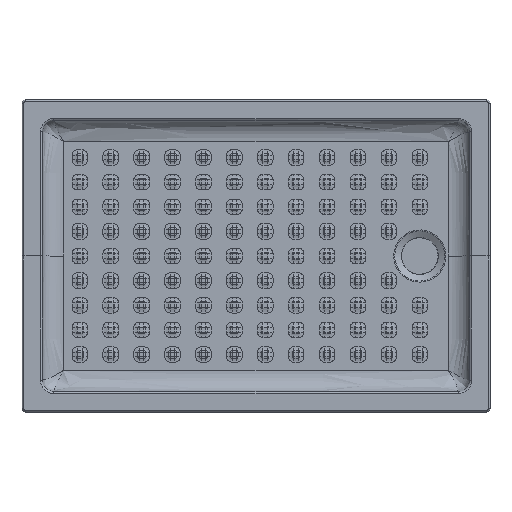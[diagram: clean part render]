
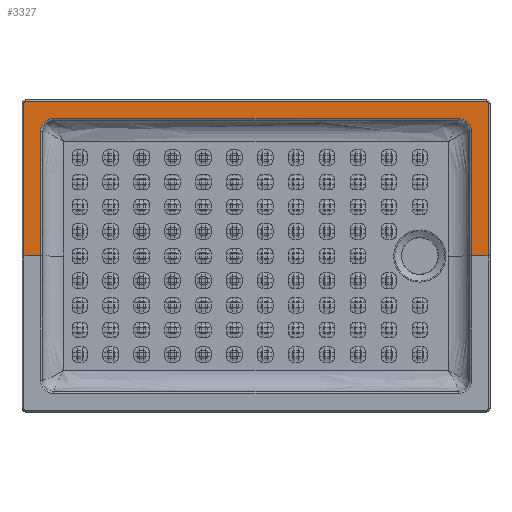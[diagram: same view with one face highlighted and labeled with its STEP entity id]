
A CAD part, top view. The second image highlights one B-rep face of the part: STEP entity #3327.
In plain terms, the highlighted planar face has unit normal (0, 0, 1).
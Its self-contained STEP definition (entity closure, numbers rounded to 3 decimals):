
#2288=B_SPLINE_CURVE_WITH_KNOTS('',3,(#36835,#36836,#36837,#36838,#36839,
#36840,#36841,#36842,#36843,#36844,#36845,#36846),.UNSPECIFIED.,.F.,.F.,
(4,2,2,2,2,4),(0.,0.125,0.25,0.5,
0.75,1.),.UNSPECIFIED.);
#2289=B_SPLINE_CURVE_WITH_KNOTS('',3,(#36848,#36849,#36850,#36851,#36852,
#36853,#36854,#36855),.UNSPECIFIED.,.F.,.F.,(4,2,2,4),(0.,0.083,
0.413,1.),.UNSPECIFIED.);
#2290=B_SPLINE_CURVE_WITH_KNOTS('',3,(#36857,#36858,#36859,#36860,#36861,
#36862,#36863,#36864,#36865,#36866,#36867,#36868),.UNSPECIFIED.,.F.,.F.,
(4,2,2,2,2,4),(0.,0.25,0.375,0.5,
0.75,1.),.UNSPECIFIED.);
#2291=B_SPLINE_CURVE_WITH_KNOTS('',3,(#36870,#36871,#36872,#36873,#36874,
#36875),.UNSPECIFIED.,.F.,.F.,(4,2,4),(0.,0.269,1.),
 .UNSPECIFIED.);
#3327=ADVANCED_FACE('',(#5256),#5122,.F.);
#5122=PLANE('',#25798);
#5256=FACE_OUTER_BOUND('',#7072,.T.);
#7072=EDGE_LOOP('',(#10770,#10771,#10772,#10773,#10774,#10775,#10776,#10777,
#10778,#10779,#10780,#10781));
#8975=CIRCLE('',#25781,3.);
#8978=CIRCLE('',#25785,3.);
#10770=ORIENTED_EDGE('',*,*,#20556,.T.);
#10771=ORIENTED_EDGE('',*,*,#20530,.F.);
#10772=ORIENTED_EDGE('',*,*,#20528,.F.);
#10773=ORIENTED_EDGE('',*,*,#20526,.F.);
#10774=ORIENTED_EDGE('',*,*,#20524,.F.);
#10775=ORIENTED_EDGE('',*,*,#20522,.F.);
#10776=ORIENTED_EDGE('',*,*,#20557,.T.);
#10777=ORIENTED_EDGE('',*,*,#20558,.F.);
#10778=ORIENTED_EDGE('',*,*,#20559,.F.);
#10779=ORIENTED_EDGE('',*,*,#20560,.F.);
#10780=ORIENTED_EDGE('',*,*,#20561,.F.);
#10781=ORIENTED_EDGE('',*,*,#20562,.F.);
#18371=VERTEX_POINT('',#36039);
#18372=VERTEX_POINT('',#36041);
#18373=VERTEX_POINT('',#36045);
#18374=VERTEX_POINT('',#36064);
#18375=VERTEX_POINT('',#36068);
#18376=VERTEX_POINT('',#36087);
#18392=VERTEX_POINT('',#36830);
#18393=VERTEX_POINT('',#36832);
#18394=VERTEX_POINT('',#36834);
#18395=VERTEX_POINT('',#36847);
#18396=VERTEX_POINT('',#36856);
#18397=VERTEX_POINT('',#36869);
#20522=EDGE_CURVE('',#18371,#18372,#24357,.T.);
#20524=EDGE_CURVE('',#18372,#18373,#8975,.T.);
#20526=EDGE_CURVE('',#18373,#18374,#24358,.T.);
#20528=EDGE_CURVE('',#18374,#18375,#8978,.T.);
#20530=EDGE_CURVE('',#18375,#18376,#24359,.T.);
#20556=EDGE_CURVE('',#18392,#18376,#24365,.T.);
#20557=EDGE_CURVE('',#18371,#18393,#24366,.T.);
#20558=EDGE_CURVE('',#18394,#18393,#24367,.T.);
#20559=EDGE_CURVE('',#18395,#18394,#2288,.T.);
#20560=EDGE_CURVE('',#18396,#18395,#2289,.T.);
#20561=EDGE_CURVE('',#18397,#18396,#2290,.T.);
#20562=EDGE_CURVE('',#18392,#18397,#2291,.T.);
#24357=LINE('',#36040,#25068);
#24358=LINE('',#36063,#25069);
#24359=LINE('',#36086,#25070);
#24365=LINE('',#36829,#25076);
#24366=LINE('',#36831,#25077);
#24367=LINE('',#36833,#25078);
#25068=VECTOR('',#28895,1.);
#25069=VECTOR('',#28904,1.);
#25070=VECTOR('',#28913,1.);
#25076=VECTOR('',#28941,1.);
#25077=VECTOR('',#28942,1.);
#25078=VECTOR('',#28943,1.);
#25781=AXIS2_PLACEMENT_3D('',#36044,#28900,#28901);
#25785=AXIS2_PLACEMENT_3D('',#36067,#28909,#28910);
#25798=AXIS2_PLACEMENT_3D('',#36876,#28944,#28945);
#28895=DIRECTION('',(0.,1.,0.));
#28900=DIRECTION('',(0.,0.,-1.));
#28901=DIRECTION('',(-1.,0.,0.));
#28904=DIRECTION('',(1.,0.,0.));
#28909=DIRECTION('',(0.,0.,-1.));
#28910=DIRECTION('',(-1.,0.,0.));
#28913=DIRECTION('',(0.,-1.,0.));
#28941=DIRECTION('',(1.,0.,0.));
#28942=DIRECTION('',(1.,0.,0.));
#28943=DIRECTION('',(0.,-1.,0.));
#28944=DIRECTION('',(0.,0.,-1.));
#28945=DIRECTION('',(1.,0.,0.));
#36039=CARTESIAN_POINT('',(-1015.,0.,43.5));
#36040=CARTESIAN_POINT('',(-1015.,-400.,43.5));
#36041=CARTESIAN_POINT('',(-1015.,392.,43.5));
#36044=CARTESIAN_POINT('',(-1012.,392.,43.5));
#36045=CARTESIAN_POINT('',(-1012.,395.,43.5));
#36063=CARTESIAN_POINT('',(-1012.,395.,43.5));
#36064=CARTESIAN_POINT('',(172.,395.,43.5));
#36067=CARTESIAN_POINT('',(172.,392.,43.5));
#36068=CARTESIAN_POINT('',(175.,392.,43.5));
#36086=CARTESIAN_POINT('',(175.,-400.,43.5));
#36087=CARTESIAN_POINT('',(175.,0.,43.5));
#36829=CARTESIAN_POINT('',(-1012.,0.,43.5));
#36830=CARTESIAN_POINT('',(132.812,0.,43.5));
#36831=CARTESIAN_POINT('',(-1012.,0.,43.5));
#36832=CARTESIAN_POINT('',(-972.812,0.,43.5));
#36833=CARTESIAN_POINT('',(-972.812,-400.,43.5));
#36834=CARTESIAN_POINT('',(-972.812,318.046,43.5));
#36835=CARTESIAN_POINT('',(-938.046,352.812,43.5));
#36836=CARTESIAN_POINT('',(-940.341,352.812,43.5));
#36837=CARTESIAN_POINT('',(-942.602,352.587,43.5));
#36838=CARTESIAN_POINT('',(-947.058,351.702,43.5));
#36839=CARTESIAN_POINT('',(-949.271,351.03,43.5));
#36840=CARTESIAN_POINT('',(-955.56,348.424,43.5));
#36841=CARTESIAN_POINT('',(-959.429,345.836,43.5));
#36842=CARTESIAN_POINT('',(-965.831,339.435,43.5));
#36843=CARTESIAN_POINT('',(-968.423,335.558,43.5));
#36844=CARTESIAN_POINT('',(-971.892,327.195,43.5));
#36845=CARTESIAN_POINT('',(-972.812,322.636,43.5));
#36846=CARTESIAN_POINT('',(-972.812,318.046,43.5));
#36847=CARTESIAN_POINT('',(-938.046,352.812,43.5));
#36848=CARTESIAN_POINT('',(98.047,352.812,43.5));
#36849=CARTESIAN_POINT('',(69.545,352.812,43.5));
#36850=CARTESIAN_POINT('',(41.044,352.812,43.5));
#36851=CARTESIAN_POINT('',(-101.461,352.812,43.5));
#36852=CARTESIAN_POINT('',(-215.466,352.812,43.5));
#36853=CARTESIAN_POINT('',(-532.329,352.812,43.5));
#36854=CARTESIAN_POINT('',(-735.188,352.812,43.5));
#36855=CARTESIAN_POINT('',(-938.047,352.812,43.5));
#36856=CARTESIAN_POINT('',(98.046,352.812,43.5));
#36857=CARTESIAN_POINT('',(132.812,318.046,43.5));
#36858=CARTESIAN_POINT('',(132.812,322.637,43.5));
#36859=CARTESIAN_POINT('',(131.91,327.142,43.5));
#36860=CARTESIAN_POINT('',(129.297,333.456,43.5));
#36861=CARTESIAN_POINT('',(128.231,335.453,43.5));
#36862=CARTESIAN_POINT('',(125.711,339.231,43.5));
#36863=CARTESIAN_POINT('',(124.244,341.02,43.5));
#36864=CARTESIAN_POINT('',(119.437,345.831,43.5));
#36865=CARTESIAN_POINT('',(115.561,348.421,43.5));
#36866=CARTESIAN_POINT('',(107.2,351.891,43.5));
#36867=CARTESIAN_POINT('',(102.637,352.812,43.5));
#36868=CARTESIAN_POINT('',(98.046,352.812,43.5));
#36869=CARTESIAN_POINT('',(132.812,318.046,43.5));
#36870=CARTESIAN_POINT('',(132.812,0.,43.5));
#36871=CARTESIAN_POINT('',(132.812,28.501,43.5));
#36872=CARTESIAN_POINT('',(132.812,57.002,43.5));
#36873=CARTESIAN_POINT('',(132.812,163.018,43.5));
#36874=CARTESIAN_POINT('',(132.812,240.532,43.5));
#36875=CARTESIAN_POINT('',(132.812,318.046,43.5));
#36876=CARTESIAN_POINT('',(-1012.,-400.,43.5));
